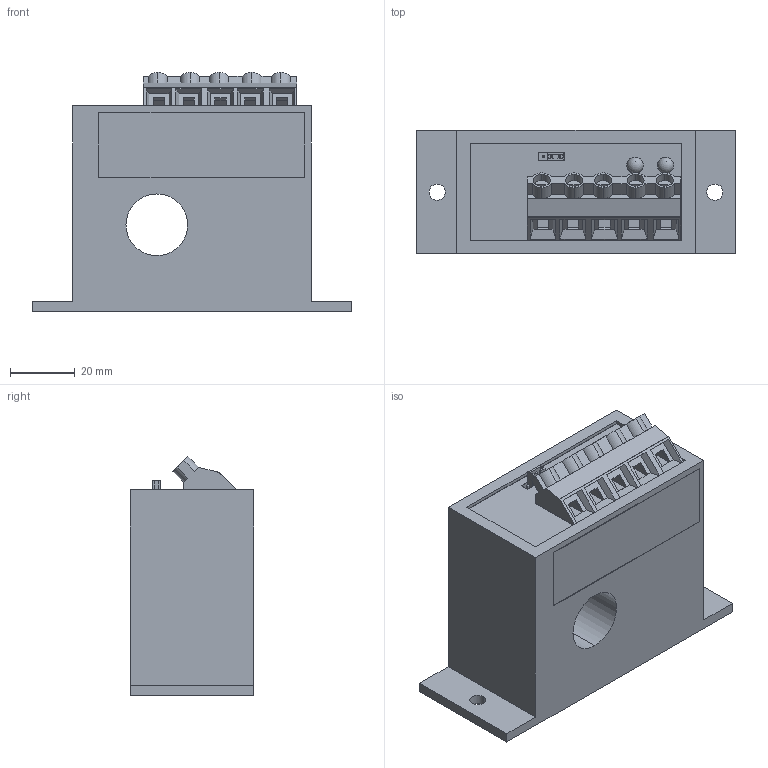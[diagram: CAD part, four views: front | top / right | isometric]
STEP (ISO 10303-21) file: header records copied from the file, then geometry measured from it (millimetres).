
FILE_DESCRIPTION (( 'STEP AP214' ), '1' );
FILE_NAME ('GFS30-D1C-24-F.STEP', '2020-04-28T10:28:21', ( '' ), ( '' ), 'SwSTEP 2.0', 'SolidWorks 2019', '' );
FILE_SCHEMA (( 'AUTOMOTIVE_DESIGN' ));
Length unit declared in the file: inch
Products named in the file (1): GFS30-D1C-24-F
Bounding box: 98.42 x 38.2 x 73.85 mm (x, y, z)
Volume: 172335 mm3; surface area: 34614.6 mm2
Topology: 20 solids, 20 shells, 318 faces, 784 edges, 516 vertices
Faces by surface type: plane 265, cylinder 49, sphere 4
Entity records: 13631 total; most frequent: CARTESIAN_POINT 1603, ORIENTED_EDGE 1548, DIRECTION 1534, EDGE_CURVE 774, LINE 652, VECTOR 652, VERTEX_POINT 510, AXIS2_PLACEMENT_3D 441
